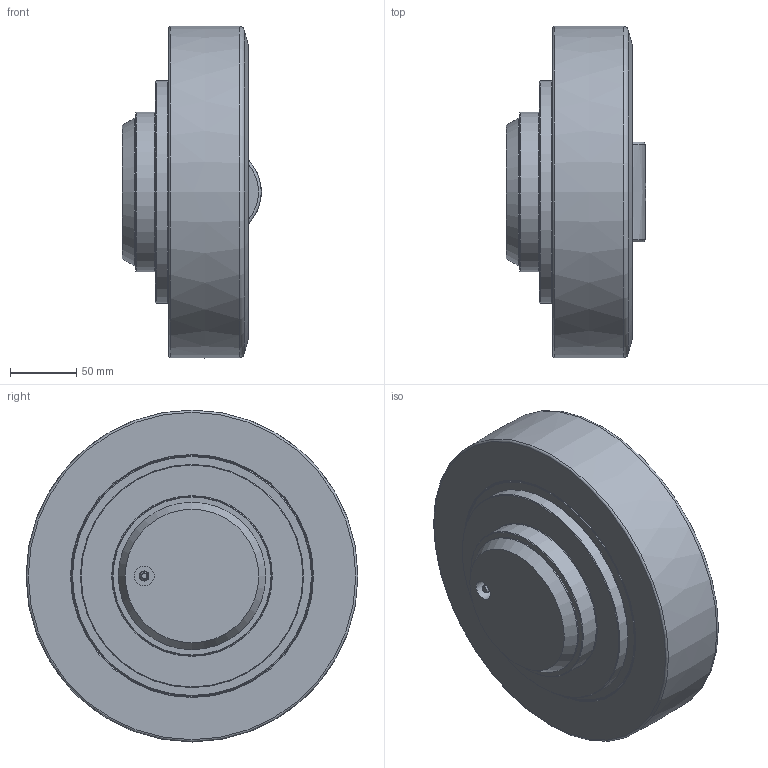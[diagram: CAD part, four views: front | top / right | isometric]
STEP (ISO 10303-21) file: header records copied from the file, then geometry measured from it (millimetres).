
FILE_DESCRIPTION(/* description */ ('-'),/* implementation_level */ '2;1');
FILE_NAME(/* name */ 'ALFATEC_MR250-0610.stp',/* time_stamp */ '2021-02-10T08:25:18+01:00',/* author */ ('kstaebler'),/* organization */ (''),/* preprocessor_version */ 'ST-DEVELOPER v18.1',/* originating_system */ 'Autodesk Inventor 2020',/* authorisation */ '');
FILE_SCHEMA (('AUTOMOTIVE_DESIGN { 1 0 10303 214 3 1 1 }'));
Length unit declared in the file: millimetre
Products named in the file (1): MR 250.0610_Kontur
Bounding box: 105 x 249.98 x 250 mm (x, y, z)
Volume: 3253172.2 mm3; surface area: 254929.3 mm2
Topology: 1 solids, 1 shells, 272 faces, 746 edges, 481 vertices
Faces by surface type: plane 120, cylinder 81, cone 37, torus 23, bspline 6, sphere 5
Full cylindrical faces by diameter (mm): 10 x6, 10.5 x6, 15 x1, 19.5 x6, 111 x1, 120 x1, 155 x1, 168 x3, 181 x2, 182 x2
Entity records: 9217 total; most frequent: CARTESIAN_POINT 1804, DIRECTION 1556, ORIENTED_EDGE 1472, EDGE_CURVE 736, AXIS2_PLACEMENT_3D 603, VERTEX_POINT 481, LINE 350, VECTOR 350
